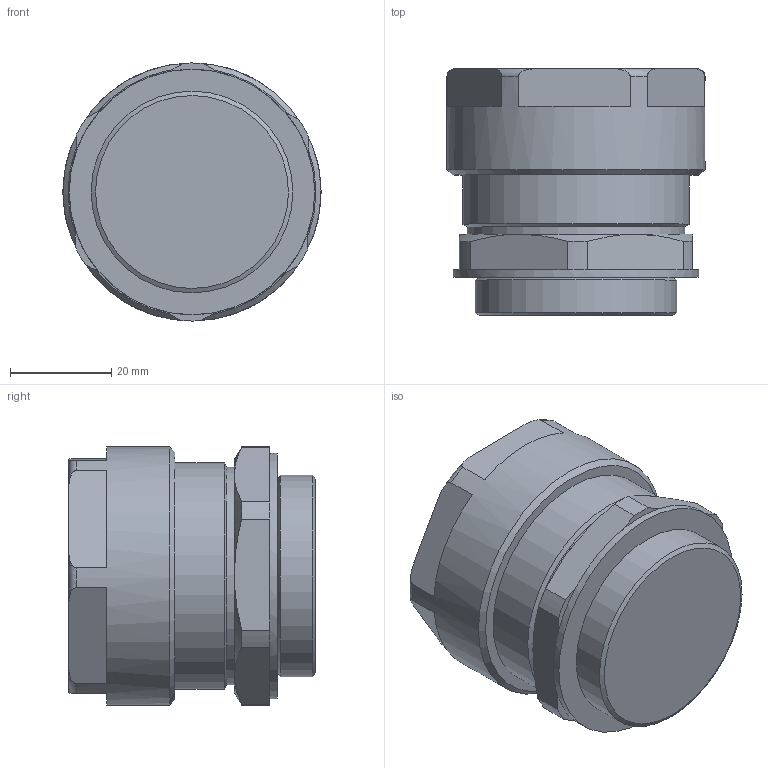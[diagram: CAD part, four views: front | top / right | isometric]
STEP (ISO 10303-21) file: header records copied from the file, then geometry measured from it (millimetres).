
FILE_DESCRIPTION(/* description */ (''),/* implementation_level */ '2;1');
FILE_NAME(/* name */ '501 321_C2 M40.stp',/* time_stamp */ '2020-11-27T14:46:27+05:00',/* author */ ('jgandhi'),/* organization */ (''),/* preprocessor_version */ 'ST-DEVELOPER v18',/* originating_system */ 'Autodesk Inventor 2020',/* authorisation */ '');
FILE_SCHEMA (('AUTOMOTIVE_DESIGN { 1 0 10303 214 3 1 1 }'));
Length unit declared in the file: millimetre
Products named in the file (1): 501 321_C2 M40
Bounding box: 51 x 48.73 x 50.99 mm (x, y, z)
Volume: 84173.3 mm3; surface area: 12089.7 mm2
Topology: 1 solids, 1 shells, 62 faces, 156 edges, 99 vertices
Faces by surface type: plane 35, cylinder 11, cone 10, torus 6
Full cylindrical faces by diameter (mm): 39.85 x1, 43 x1, 44.85 x1, 48.5 x1, 51 x1
Entity records: 2069 total; most frequent: CARTESIAN_POINT 466, DIRECTION 327, ORIENTED_EDGE 312, EDGE_CURVE 156, AXIS2_PLACEMENT_3D 132, VERTEX_POINT 99, CIRCLE 69, EDGE_LOOP 65
